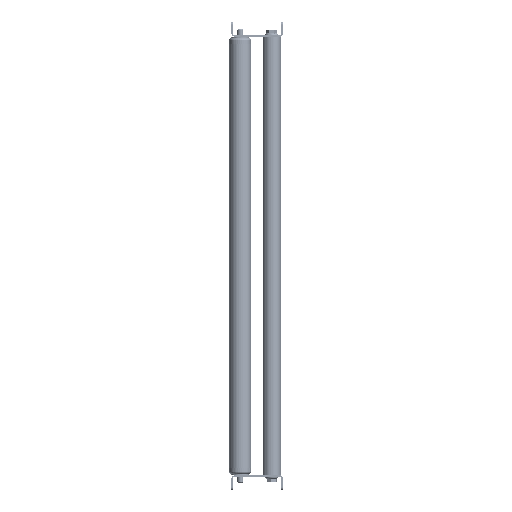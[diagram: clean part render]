
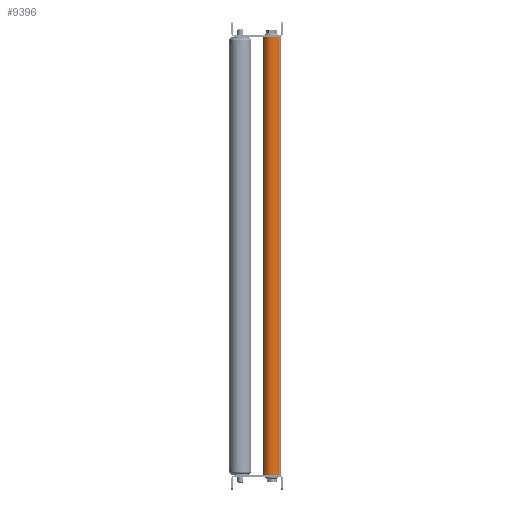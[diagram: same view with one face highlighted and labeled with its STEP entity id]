
A CAD part, left-side view. The second image highlights one B-rep face of the part: STEP entity #9396.
In plain terms, the highlighted cylindrical face has radius 12.5 mm (diameter 25 mm), a partial arc.
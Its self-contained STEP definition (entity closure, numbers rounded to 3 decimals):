
#245 = CARTESIAN_POINT ( 'NONE',  ( 600., 0., 12.5 ) ) ;
#296 = ORIENTED_EDGE ( 'NONE', *, *, #12050, .T. ) ;
#1244 = CARTESIAN_POINT ( 'NONE',  ( 1., 0., 0. ) ) ;
#1725 = VERTEX_POINT ( 'NONE', #4296 ) ;
#2822 = DIRECTION ( 'NONE',  ( 1., 0., 0. ) ) ;
#3508 = AXIS2_PLACEMENT_3D ( 'NONE', #1244, #2822, #10590 ) ;
#3870 = CYLINDRICAL_SURFACE ( 'NONE', #16141, 12.5 ) ;
#4296 = CARTESIAN_POINT ( 'NONE',  ( 599., 0., 12.5 ) ) ;
#5157 = DIRECTION ( 'NONE',  ( -1., 0., 0. ) ) ;
#6432 = DIRECTION ( 'NONE',  ( 0., 0., -1. ) ) ;
#6706 = ORIENTED_EDGE ( 'NONE', *, *, #8472, .T. ) ;
#6971 = VECTOR ( 'NONE', #17784, 1000. ) ;
#7119 = ORIENTED_EDGE ( 'NONE', *, *, #19178, .T. ) ;
#8472 = EDGE_CURVE ( 'NONE', #18748, #14280, #20613, .T. ) ;
#8508 = ORIENTED_EDGE ( 'NONE', *, *, #13004, .F. ) ;
#9067 = DIRECTION ( 'NONE',  ( 0., 0., 1. ) ) ;
#9396 = ADVANCED_FACE ( 'NONE', ( #18216 ), #3870, .T. ) ;
#9686 = CARTESIAN_POINT ( 'NONE',  ( 600., 0., -12.5 ) ) ;
#10236 = CARTESIAN_POINT ( 'NONE',  ( 600., 0., 0. ) ) ;
#10551 = CIRCLE ( 'NONE', #17272, 12.5 ) ;
#10590 = DIRECTION ( 'NONE',  ( 0., 0., -1. ) ) ;
#11066 = CARTESIAN_POINT ( 'NONE',  ( 599., 0., 0. ) ) ;
#12050 = EDGE_CURVE ( 'NONE', #1725, #18748, #10551, .T. ) ;
#12839 = DIRECTION ( 'NONE',  ( -1., 0., 0. ) ) ;
#13004 = EDGE_CURVE ( 'NONE', #1725, #20068, #19641, .T. ) ;
#13640 = EDGE_LOOP ( 'NONE', ( #296, #6706, #7119, #8508 ) ) ;
#13760 = CARTESIAN_POINT ( 'NONE',  ( 599., 0., -12.5 ) ) ;
#14280 = VERTEX_POINT ( 'NONE', #20673 ) ;
#15030 = CARTESIAN_POINT ( 'NONE',  ( 1., 0., 12.5 ) ) ;
#15570 = CIRCLE ( 'NONE', #3508, 12.5 ) ;
#15994 = VECTOR ( 'NONE', #5157, 1000. ) ;
#16141 = AXIS2_PLACEMENT_3D ( 'NONE', #10236, #16666, #9067 ) ;
#16666 = DIRECTION ( 'NONE',  ( -1., 0., 0. ) ) ;
#17272 = AXIS2_PLACEMENT_3D ( 'NONE', #11066, #12839, #6432 ) ;
#17784 = DIRECTION ( 'NONE',  ( -1., 0., 0. ) ) ;
#18216 = FACE_OUTER_BOUND ( 'NONE', #13640, .T. ) ;
#18748 = VERTEX_POINT ( 'NONE', #13760 ) ;
#19178 = EDGE_CURVE ( 'NONE', #14280, #20068, #15570, .T. ) ;
#19641 = LINE ( 'NONE', #245, #15994 ) ;
#20068 = VERTEX_POINT ( 'NONE', #15030 ) ;
#20613 = LINE ( 'NONE', #9686, #6971 ) ;
#20673 = CARTESIAN_POINT ( 'NONE',  ( 1., 0., -12.5 ) ) ;
